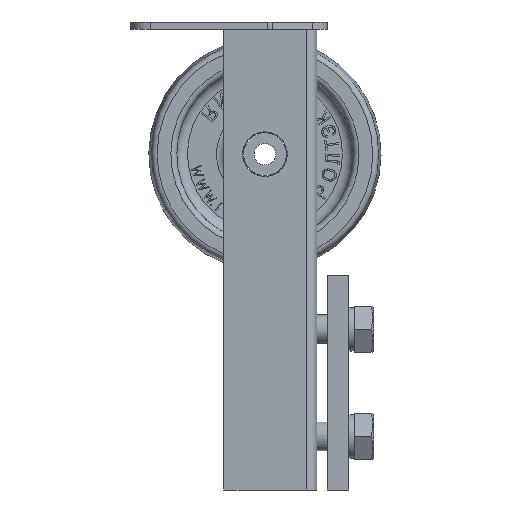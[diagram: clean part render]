
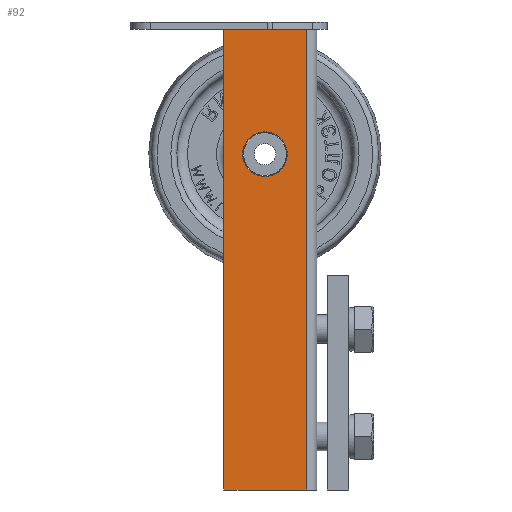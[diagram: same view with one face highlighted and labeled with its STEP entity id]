
A CAD part, left-side view. The second image highlights one B-rep face of the part: STEP entity #92.
In plain terms, the highlighted planar face has unit normal (-1, 0, 0).
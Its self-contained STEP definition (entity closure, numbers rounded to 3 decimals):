
#92=ADVANCED_FACE('',(#1432,#1434),#1436,.F.);
#1432=FACE_BOUND('',#1433,.T.);
#1433=EDGE_LOOP('',(#8964,#8965,#8966,#8967));
#1434=FACE_BOUND('',#1435,.T.);
#1435=EDGE_LOOP('',(#8968));
#1436=PLANE('',#1437);
#1437=AXIS2_PLACEMENT_3D('',#1438,#1439,#1440);
#1438=CARTESIAN_POINT('',(-24.,-33.431,0.));
#1439=DIRECTION('',(1.,0.,0.));
#1440=DIRECTION('',(0.,-1.,0.));
#8964=ORIENTED_EDGE('',*,*,#14768,.F.);
#8965=ORIENTED_EDGE('',*,*,#14833,.F.);
#8966=ORIENTED_EDGE('',*,*,#14834,.F.);
#8967=ORIENTED_EDGE('',*,*,#14835,.T.);
#8968=ORIENTED_EDGE('',*,*,#14836,.T.);
#14768=EDGE_CURVE('',#17788,#17790,#17791,.T.);
#14833=EDGE_CURVE('',#17892,#17788,#17894,.T.);
#14834=EDGE_CURVE('',#17895,#17892,#17896,.T.);
#14835=EDGE_CURVE('',#17895,#17790,#17897,.T.);
#14836=EDGE_CURVE('',#17898,#17898,#17899,.F.);
#17788=VERTEX_POINT('',#22893);
#17790=VERTEX_POINT('',#22897);
#17791=LINE('',#22898,#22899);
#17892=VERTEX_POINT('',#23150);
#17894=LINE('',#23154,#23155);
#17895=VERTEX_POINT('',#23157);
#17896=LINE('',#23158,#23159);
#17897=LINE('',#23161,#23162);
#17898=VERTEX_POINT('',#23164);
#17899=CIRCLE('',#23165,6.25);
#22893=CARTESIAN_POINT('',(-24.,13.121,0.));
#22897=CARTESIAN_POINT('',(-24.,-10.079,0.));
#22898=CARTESIAN_POINT('',(-24.,13.121,0.));
#22899=VECTOR('',#22900,1.);
#22900=DIRECTION('',(0.,-1.,0.));
#23150=CARTESIAN_POINT('',(-24.,13.121,-129.));
#23154=CARTESIAN_POINT('',(-24.,13.121,-129.));
#23155=VECTOR('',#23156,1.);
#23156=DIRECTION('',(0.,0.,1.));
#23157=CARTESIAN_POINT('',(-24.,-10.079,-129.));
#23158=CARTESIAN_POINT('',(-24.,-10.079,-129.));
#23159=VECTOR('',#23160,1.);
#23160=DIRECTION('',(0.,1.,0.));
#23161=CARTESIAN_POINT('',(-24.,-10.079,-129.));
#23162=VECTOR('',#23163,1.);
#23163=DIRECTION('',(0.,0.,1.));
#23164=CARTESIAN_POINT('',(-24.,1.621,-41.25));
#23165=AXIS2_PLACEMENT_3D('',#23166,#23167,#23168);
#23166=CARTESIAN_POINT('',(-24.,1.621,-35.));
#23167=DIRECTION('',(-1.,0.,0.));
#23168=DIRECTION('',(0.,-0.,-1.));
